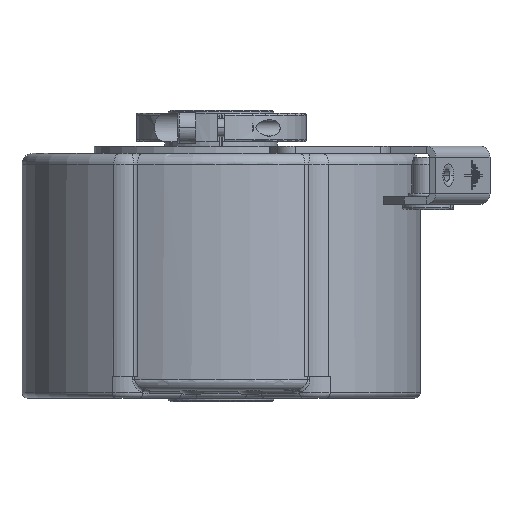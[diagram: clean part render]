
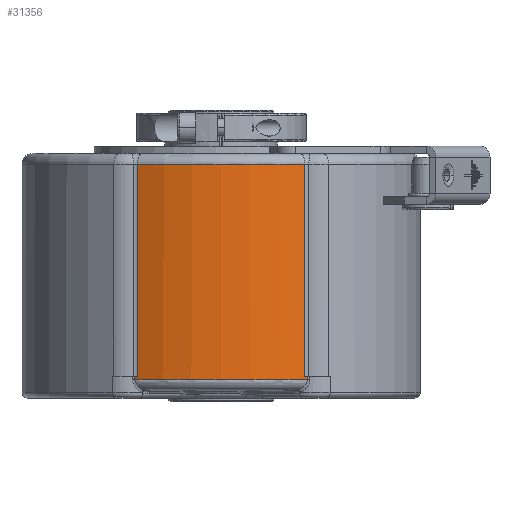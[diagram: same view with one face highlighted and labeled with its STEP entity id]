
A CAD part, front view. The second image highlights one B-rep face of the part: STEP entity #31356.
In plain terms, the highlighted cylindrical face has radius 53 mm (diameter 106 mm), a partial arc.
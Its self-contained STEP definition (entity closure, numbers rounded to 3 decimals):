
#421=CARTESIAN_POINT('',(-23.8,-47.356,
-51.2));
#452=CARTESIAN_POINT('',(0.,0.,-51.2));
#453=DIRECTION('',(0.,0.,1.));
#454=DIRECTION('',(-0.449,-0.894,0.));
#455=AXIS2_PLACEMENT_3D('',#452,#453,#454);
#486=CARTESIAN_POINT('',(23.8,-47.356,-51.2));
#984=CARTESIAN_POINT('',(0.,0.,8.3));
#985=DIRECTION('',(0.,0.,-1.));
#986=DIRECTION('',(0.435,-0.9,0.));
#987=AXIS2_PLACEMENT_3D('',#984,#985,#986);
#989=CARTESIAN_POINT('',(0.,0.,-50.2));
#990=DIRECTION('',(0.,0.,-1.));
#991=DIRECTION('',(0.449,-0.894,0.));
#992=AXIS2_PLACEMENT_3D('',#989,#990,#991);
#994=DIRECTION('',(0.,0.,1.));
#995=VECTOR('',#994,1.);
#996=CARTESIAN_POINT('',(23.8,-47.356,-51.2));
#997=LINE('',#996,#995);
#998=DIRECTION('',(0.,0.,-1.));
#999=VECTOR('',#998,1.);
#1000=CARTESIAN_POINT('',(-23.8,-47.356,-50.2));
#1001=LINE('',#1000,#999);
#1002=CARTESIAN_POINT('',(0.,0.,-50.2));
#1003=DIRECTION('',(0.,0.,-1.));
#1004=DIRECTION('',(-0.435,-0.9,0.));
#1005=AXIS2_PLACEMENT_3D('',#1002,#1003,#1004);
#1007=DIRECTION('',(0.,0.,-1.));
#1008=VECTOR('',#1007,58.5);
#1009=CARTESIAN_POINT('',(-23.08,-47.711,8.3));
#1010=LINE('',#1009,#1008);
#1587=DIRECTION('',(0.,0.,1.));
#1588=VECTOR('',#1587,58.5);
#1589=CARTESIAN_POINT('',(23.08,-47.711,-50.2));
#1590=LINE('',#1589,#1588);
#28006=VERTEX_POINT('',#486);
#28036=VERTEX_POINT('',#421);
#28915=CARTESIAN_POINT('',(23.08,-47.711,8.3));
#28916=CARTESIAN_POINT('',(-23.08,-47.711,8.3));
#28917=VERTEX_POINT('',#28915);
#28918=VERTEX_POINT('',#28916);
#29329=CARTESIAN_POINT('',(23.8,-47.356,-50.2));
#29330=CARTESIAN_POINT('',(23.08,-47.711,-50.2));
#29331=VERTEX_POINT('',#29329);
#29332=VERTEX_POINT('',#29330);
#29333=CARTESIAN_POINT('',(-23.08,-47.711,-50.2));
#29334=CARTESIAN_POINT('',(-23.8,-47.356,-50.2));
#29335=VERTEX_POINT('',#29333);
#29336=VERTEX_POINT('',#29334);
#31335=CARTESIAN_POINT('',(0.,0.,-54.2));
#31336=DIRECTION('',(0.,0.,-1.));
#31337=DIRECTION('',(0.,-1.,0.));
#31338=AXIS2_PLACEMENT_3D('',#31335,#31336,#31337);
#31339=CYLINDRICAL_SURFACE('',#31338,53.);
#31341=ORIENTED_EDGE('',*,*,#31340,.F.);
#31343=ORIENTED_EDGE('',*,*,#31342,.F.);
#31345=ORIENTED_EDGE('',*,*,#31344,.F.);
#31346=ORIENTED_EDGE('',*,*,#31314,.F.);
#31348=ORIENTED_EDGE('',*,*,#31347,.F.);
#31349=ORIENTED_EDGE('',*,*,#30363,.F.);
#31351=ORIENTED_EDGE('',*,*,#31350,.F.);
#31353=ORIENTED_EDGE('',*,*,#31352,.F.);
#31354=EDGE_LOOP('',(#31341,#31343,#31345,#31346,#31348,#31349,#31351,#31353));
#31355=FACE_OUTER_BOUND('',#31354,.F.);
#456=CIRCLE('',#455,53.);
#988=CIRCLE('',#987,53.);
#993=CIRCLE('',#992,53.);
#1006=CIRCLE('',#1005,53.);
#30363=EDGE_CURVE('',#28036,#28006,#456,.T.);
#31314=EDGE_CURVE('',#29331,#29332,#993,.T.);
#31340=EDGE_CURVE('',#28918,#29335,#1010,.T.);
#31342=EDGE_CURVE('',#28917,#28918,#988,.T.);
#31344=EDGE_CURVE('',#29332,#28917,#1590,.T.);
#31347=EDGE_CURVE('',#28006,#29331,#997,.T.);
#31350=EDGE_CURVE('',#29336,#28036,#1001,.T.);
#31352=EDGE_CURVE('',#29335,#29336,#1006,.T.);
#31356=ADVANCED_FACE('',(#31355),#31339,.T.);
